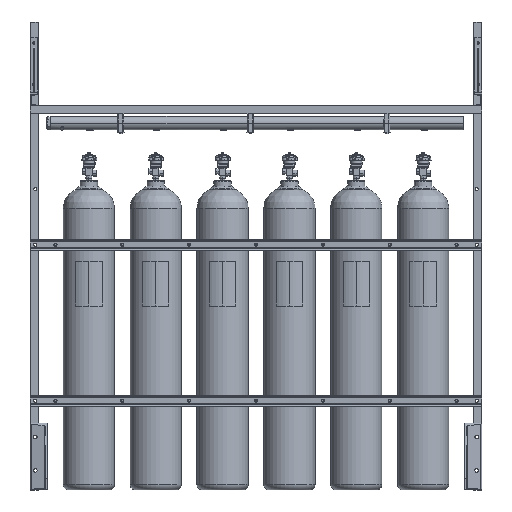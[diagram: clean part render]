
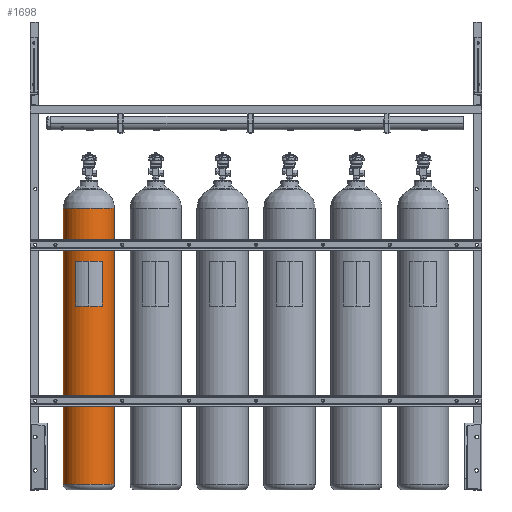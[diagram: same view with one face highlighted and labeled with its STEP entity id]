
A CAD part, top view. The second image highlights one B-rep face of the part: STEP entity #1698.
In plain terms, the highlighted cylindrical face has radius 116.635 mm (diameter 233.269 mm), a partial arc.
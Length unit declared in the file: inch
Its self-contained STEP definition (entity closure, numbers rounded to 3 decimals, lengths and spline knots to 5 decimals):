
#1698 = ADVANCED_FACE ( 'NONE', ( #22961 ), #11414, .T. ) ;
#5374 = DIRECTION ( 'NONE',  ( -1., 0., 0. ) ) ;
#6884 = LINE ( 'NONE', #18713, #35925 ) ;
#7291 = EDGE_CURVE ( 'NONE', #34559, #42599, #20844, .T. ) ;
#8696 = CARTESIAN_POINT ( 'NONE',  ( -4.59191, -4.92411, 0. ) ) ;
#9484 = AXIS2_PLACEMENT_3D ( 'NONE', #12156, #27471, #5374 ) ;
#10847 = AXIS2_PLACEMENT_3D ( 'NONE', #41986, #31202, #19456 ) ;
#11414 = CYLINDRICAL_SURFACE ( 'NONE', #10847, 4.59191 ) ;
#12156 = CARTESIAN_POINT ( 'NONE',  ( 0., -4.92411, 0. ) ) ;
#13682 = DIRECTION ( 'NONE',  ( 0., 1., 0. ) ) ;
#13836 = CARTESIAN_POINT ( 'NONE',  ( -4.59191, -54.5, 0. ) ) ;
#17037 = CARTESIAN_POINT ( 'NONE',  ( 0., -54.5, 0. ) ) ;
#18414 = ORIENTED_EDGE ( 'NONE', *, *, #7291, .T. ) ;
#18713 = CARTESIAN_POINT ( 'NONE',  ( -4.59191, 0., 0. ) ) ;
#19456 = DIRECTION ( 'NONE',  ( -1., 0., 0. ) ) ;
#20844 = CIRCLE ( 'NONE', #24036, 4.59191 ) ;
#21258 = LINE ( 'NONE', #33490, #34061 ) ;
#22961 = FACE_OUTER_BOUND ( 'NONE', #33554, .T. ) ;
#24036 = AXIS2_PLACEMENT_3D ( 'NONE', #17037, #43588, #28060 ) ;
#27471 = DIRECTION ( 'NONE',  ( 0., 1., 0. ) ) ;
#28060 = DIRECTION ( 'NONE',  ( -1., 0., 0. ) ) ;
#28284 = EDGE_CURVE ( 'NONE', #42599, #49344, #21258, .T. ) ;
#31202 = DIRECTION ( 'NONE',  ( 0., 1., 0. ) ) ;
#32078 = ORIENTED_EDGE ( 'NONE', *, *, #32503, .F. ) ;
#32503 = EDGE_CURVE ( 'NONE', #34559, #36031, #6884, .T. ) ;
#33132 = CARTESIAN_POINT ( 'NONE',  ( 4.59191, -4.92411, 0. ) ) ;
#33490 = CARTESIAN_POINT ( 'NONE',  ( 4.59191, 0., 0. ) ) ;
#33554 = EDGE_LOOP ( 'NONE', ( #18414, #44706, #43028, #32078 ) ) ;
#34061 = VECTOR ( 'NONE', #48542, 39.37008 ) ;
#34064 = EDGE_CURVE ( 'NONE', #36031, #49344, #42324, .T. ) ;
#34559 = VERTEX_POINT ( 'NONE', #13836 ) ;
#35925 = VECTOR ( 'NONE', #13682, 39.37008 ) ;
#36031 = VERTEX_POINT ( 'NONE', #8696 ) ;
#41986 = CARTESIAN_POINT ( 'NONE',  ( 0., 0., 0. ) ) ;
#42324 = CIRCLE ( 'NONE', #9484, 4.59191 ) ;
#42599 = VERTEX_POINT ( 'NONE', #48267 ) ;
#43028 = ORIENTED_EDGE ( 'NONE', *, *, #34064, .F. ) ;
#43588 = DIRECTION ( 'NONE',  ( 0., 1., 0. ) ) ;
#44706 = ORIENTED_EDGE ( 'NONE', *, *, #28284, .T. ) ;
#48267 = CARTESIAN_POINT ( 'NONE',  ( 4.59191, -54.5, 0. ) ) ;
#48542 = DIRECTION ( 'NONE',  ( 0., 1., 0. ) ) ;
#49344 = VERTEX_POINT ( 'NONE', #33132 ) ;
